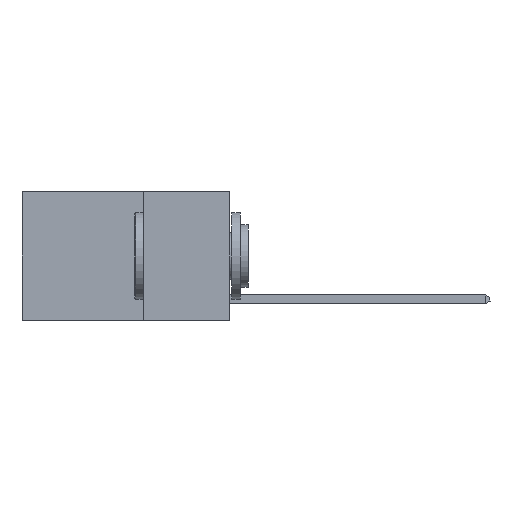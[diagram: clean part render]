
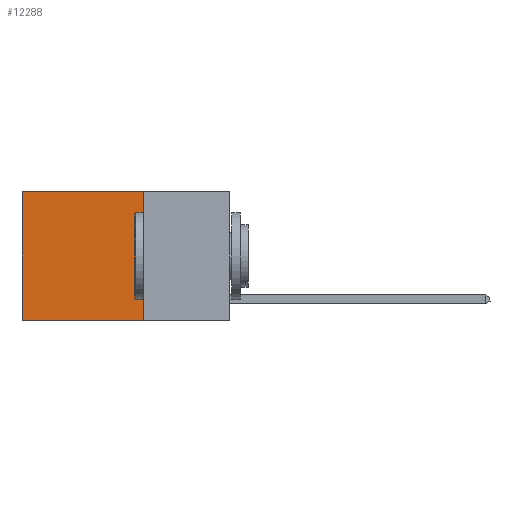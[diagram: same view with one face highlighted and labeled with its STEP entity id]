
A CAD part, left-side view. The second image highlights one B-rep face of the part: STEP entity #12288.
In plain terms, the highlighted planar face has unit normal (-1, 0, 0).
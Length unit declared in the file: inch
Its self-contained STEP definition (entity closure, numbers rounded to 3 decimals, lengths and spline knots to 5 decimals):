
#245 = EDGE_CURVE ( 'NONE', #4610, #289, #13713, .T. ) ;
#289 = VERTEX_POINT ( 'NONE', #12071 ) ;
#488 = EDGE_CURVE ( 'NONE', #8609, #10041, #2061, .T. ) ;
#683 = DIRECTION ( 'NONE',  ( 0., 0., -1. ) ) ;
#1413 = EDGE_CURVE ( 'NONE', #289, #10041, #5929, .T. ) ;
#2061 = LINE ( 'NONE', #9068, #11184 ) ;
#2841 = VECTOR ( 'NONE', #683, 39.37008 ) ;
#2961 = EDGE_LOOP ( 'NONE', ( #4192, #6283, #3149, #3250 ) ) ;
#3149 = ORIENTED_EDGE ( 'NONE', *, *, #245, .F. ) ;
#3250 = ORIENTED_EDGE ( 'NONE', *, *, #6633, .T. ) ;
#3659 = CARTESIAN_POINT ( 'NONE',  ( 0.2625, 0.25, -0.37 ) ) ;
#4192 = ORIENTED_EDGE ( 'NONE', *, *, #488, .T. ) ;
#4610 = VERTEX_POINT ( 'NONE', #14086 ) ;
#5929 = LINE ( 'NONE', #3659, #9978 ) ;
#6283 = ORIENTED_EDGE ( 'NONE', *, *, #1413, .F. ) ;
#6633 = EDGE_CURVE ( 'NONE', #4610, #8609, #14729, .T. ) ;
#6660 = CARTESIAN_POINT ( 'NONE',  ( 0.2625, 0.6, -0.37 ) ) ;
#6885 = DIRECTION ( 'NONE',  ( 0., 1., 0. ) ) ;
#6933 = CARTESIAN_POINT ( 'NONE',  ( 0.2625, 0.25, 0. ) ) ;
#7380 = PLANE ( 'NONE',  #13169 ) ;
#8609 = VERTEX_POINT ( 'NONE', #15628 ) ;
#8871 = CARTESIAN_POINT ( 'NONE',  ( 0.2625, 0.25, 0. ) ) ;
#9068 = CARTESIAN_POINT ( 'NONE',  ( 0.2625, 0.6, 0. ) ) ;
#9772 = DIRECTION ( 'NONE',  ( 0., 0., -1. ) ) ;
#9978 = VECTOR ( 'NONE', #12353, 39.37008 ) ;
#10041 = VERTEX_POINT ( 'NONE', #6660 ) ;
#10886 = VECTOR ( 'NONE', #6885, 39.37008 ) ;
#11114 = CARTESIAN_POINT ( 'NONE',  ( 0.2625, 0.25, 0. ) ) ;
#11184 = VECTOR ( 'NONE', #12859, 39.37008 ) ;
#12071 = CARTESIAN_POINT ( 'NONE',  ( 0.2625, 0.25, -0.37 ) ) ;
#12288 = ADVANCED_FACE ( 'NONE', ( #14853 ), #7380, .F. ) ;
#12318 = DIRECTION ( 'NONE',  ( 1., 0., 0. ) ) ;
#12353 = DIRECTION ( 'NONE',  ( 0., 1., 0. ) ) ;
#12859 = DIRECTION ( 'NONE',  ( 0., 0., -1. ) ) ;
#13169 = AXIS2_PLACEMENT_3D ( 'NONE', #11114, #12318, #9772 ) ;
#13713 = LINE ( 'NONE', #6933, #2841 ) ;
#14086 = CARTESIAN_POINT ( 'NONE',  ( 0.2625, 0.25, 0. ) ) ;
#14729 = LINE ( 'NONE', #8871, #10886 ) ;
#14853 = FACE_OUTER_BOUND ( 'NONE', #2961, .T. ) ;
#15628 = CARTESIAN_POINT ( 'NONE',  ( 0.2625, 0.6, 0. ) ) ;
